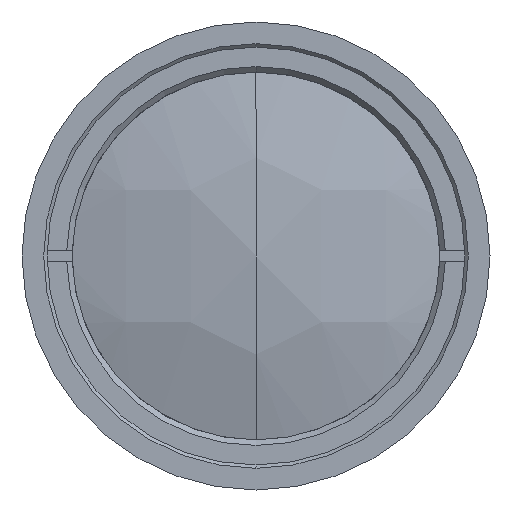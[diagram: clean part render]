
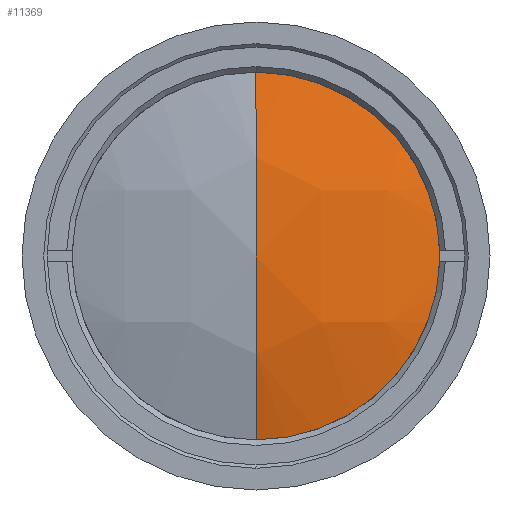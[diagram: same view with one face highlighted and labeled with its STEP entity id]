
A CAD part, left-side view. The second image highlights one B-rep face of the part: STEP entity #11369.
In plain terms, the highlighted free-form (B-spline) face has degree [3, 3] with [4, 4] control points.
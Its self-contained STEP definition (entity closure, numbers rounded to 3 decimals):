
#734 = VERTEX_POINT ( 'NONE', #3807 ) ;
#878 = AXIS2_PLACEMENT_3D ( 'NONE', #8045, #9864, #8801 ) ;
#1449 = CIRCLE ( 'NONE', #2301, 17.5 ) ;
#1452 = CARTESIAN_POINT ( 'NONE',  ( -75.294, -6.1, -6.092 ) ) ;
#1792 = EDGE_LOOP ( 'NONE', ( #2913, #2109 ) ) ;
#2109 = ORIENTED_EDGE ( 'NONE', *, *, #8639, .T. ) ;
#2301 = AXIS2_PLACEMENT_3D ( 'NONE', #3445, #10368, #11519 ) ;
#2312 = CARTESIAN_POINT ( 'NONE',  ( -72.518, -17.943, -6.092 ) ) ;
#2444 = FACE_OUTER_BOUND ( 'NONE', #1792, .T. ) ;
#2673 = VERTEX_POINT ( 'NONE', #5616 ) ;
#2913 = ORIENTED_EDGE ( 'NONE', *, *, #10206, .T. ) ;
#3445 = CARTESIAN_POINT ( 'NONE',  ( -71.666, 0., 0. ) ) ;
#3807 = CARTESIAN_POINT ( 'NONE',  ( -71.666, 0., 17.5 ) ) ;
#4320 = CARTESIAN_POINT ( 'NONE',  ( -71.602, -5.72, -17.703 ) ) ;
#5307 = CARTESIAN_POINT ( 'NONE',  ( -70.727, -11.374, 17.703 ) ) ;
#5447 = CARTESIAN_POINT ( 'NONE',  ( -71.602, 0., -17.703 ) ) ;
#5616 = CARTESIAN_POINT ( 'NONE',  ( -71.666, 0., -17.5 ) ) ;
#6357 = CARTESIAN_POINT ( 'NONE',  ( -71.602, -5.72, 17.703 ) ) ;
#6427 = CARTESIAN_POINT ( 'NONE',  ( -75.294, -6.1, 6.092 ) ) ;
#7398 = CARTESIAN_POINT ( 'NONE',  ( -75.294, 0., 6.092 ) ) ;
#8045 = CARTESIAN_POINT ( 'NONE',  ( -15.928, 0., 0. ) ) ;
#8295 = CARTESIAN_POINT ( 'NONE',  ( -68.998, -16.827, -17.703 ) ) ;
#8541 = CARTESIAN_POINT ( 'NONE',  ( -72.518, -17.943, 6.092 ) ) ;
#8639 = EDGE_CURVE ( 'NONE', #734, #2673, #12162, .T. ) ;
#8801 = DIRECTION ( 'NONE',  ( 0., 0., 1. ) ) ;
#9263 = CARTESIAN_POINT ( 'NONE',  ( -75.294, 0., -6.092 ) ) ;
#9526 = CARTESIAN_POINT ( 'NONE',  ( -71.602, 0., 17.703 ) ) ;
#9864 = DIRECTION ( 'NONE',  ( 0., -1., 0. ) ) ;
#10035 =( BOUNDED_SURFACE ( )  B_SPLINE_SURFACE ( 3, 3, ( 
 ( #9526, #6357, #5307, #11383 ),
 ( #7398, #6427, #10405, #8541 ),
 ( #9263, #1452, #12544, #2312 ),
 ( #5447, #4320, #12427, #8295 ) ),
 .UNSPECIFIED., .F., .F., .F. ) 
 B_SPLINE_SURFACE_WITH_KNOTS ( ( 4, 4 ),
 ( 4, 4 ),
 ( 0., 1. ),
 ( 0., 1. ),
 .UNSPECIFIED. ) 
 GEOMETRIC_REPRESENTATION_ITEM ( )  RATIONAL_B_SPLINE_SURFACE ( (
 ( 1., 0.992, 0.992, 1.),
 ( 0.969, 0.961, 0.961, 0.969),
 ( 0.969, 0.961, 0.961, 0.969),
 ( 1., 0.992, 0.992, 1.) ) ) 
 REPRESENTATION_ITEM ( '' )  SURFACE ( )  );
#10206 = EDGE_CURVE ( 'NONE', #2673, #734, #1449, .T. ) ;
#10368 = DIRECTION ( 'NONE',  ( -1., 0., 0. ) ) ;
#10405 = CARTESIAN_POINT ( 'NONE',  ( -74.361, -12.128, 6.092 ) ) ;
#11369 = ADVANCED_FACE ( 'NONE', ( #2444 ), #10035, .T. ) ;
#11383 = CARTESIAN_POINT ( 'NONE',  ( -68.998, -16.827, 17.703 ) ) ;
#11519 = DIRECTION ( 'NONE',  ( 0., 0., -1. ) ) ;
#12162 = CIRCLE ( 'NONE', #878, 58.421 ) ;
#12427 = CARTESIAN_POINT ( 'NONE',  ( -70.727, -11.374, -17.703 ) ) ;
#12544 = CARTESIAN_POINT ( 'NONE',  ( -74.361, -12.128, -6.092 ) ) ;
